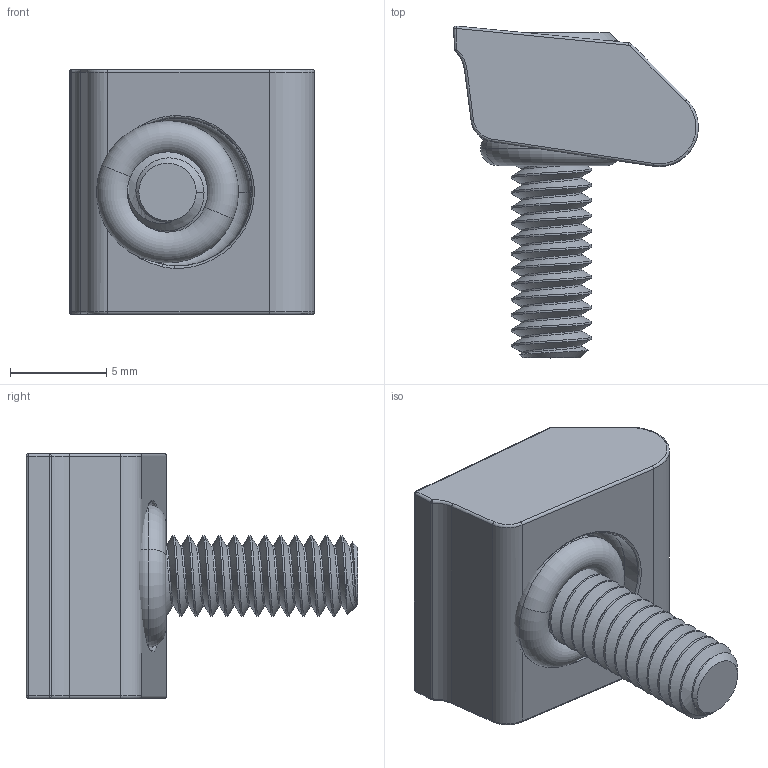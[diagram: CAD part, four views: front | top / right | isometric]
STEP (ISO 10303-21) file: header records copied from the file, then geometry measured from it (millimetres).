
FILE_DESCRIPTION (( 'STEP AP214' ), '1' );
FILE_NAME ('26030.STEP', '2017-07-24T13:36:05', ( 'Mike W' ), ( '' ), 'SwSTEP 2.0', 'SolidWorks 2017', '' );
FILE_SCHEMA (( 'AUTOMOTIVE_DESIGN' ));
Length unit declared in the file: millimetre
Products named in the file (4): 83212 SHCS_83212 SHCS; 007 O-RING_007 O-RING; 260301_260301; 26030
Assembly tree (3 placements, depth 2):
  26030
    260301_260301
    007 O-RING_007 O-RING
    83212 SHCS_83212 SHCS
Bounding box: 12.69 x 17.21 x 12.7 mm (x, y, z)
Volume: 875.8 mm3; surface area: 1174.8 mm2
Topology: 3 solids, 3 shells, 170 faces, 429 edges, 263 vertices
Faces by surface type: cylinder 94, plane 23, bspline 20, torus 16, cone 13, sphere 4
Entity records: 7941 total; most frequent: CARTESIAN_POINT 4236, ORIENTED_EDGE 850, DIRECTION 669, EDGE_CURVE 425, AXIS2_PLACEMENT_3D 265, VERTEX_POINT 261, EDGE_LOOP 174, ADVANCED_FACE 170
